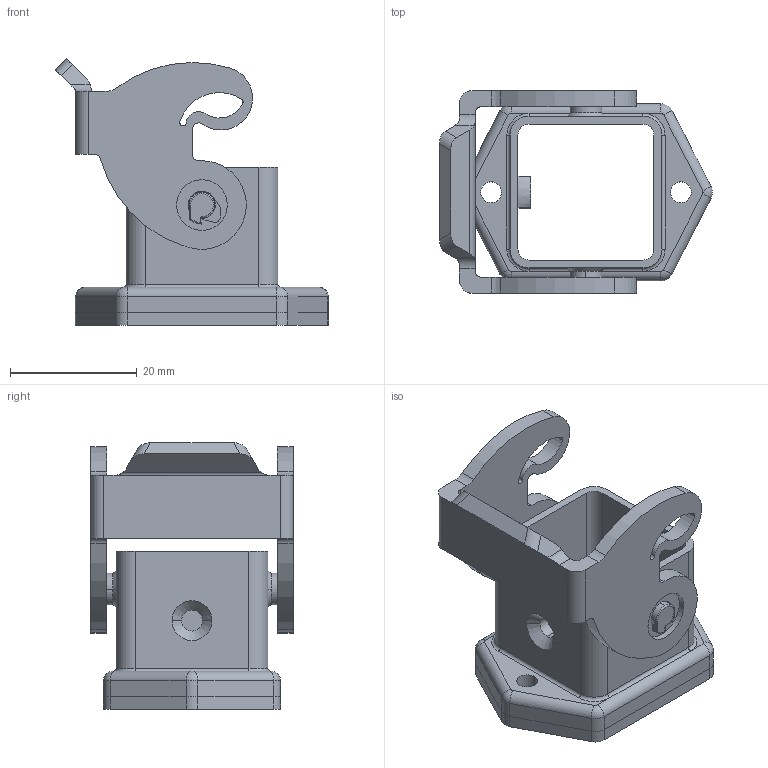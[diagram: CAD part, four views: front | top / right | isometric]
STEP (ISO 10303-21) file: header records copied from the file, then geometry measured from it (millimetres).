
FILE_DESCRIPTION(('Creo Elements/Direct Modeling STEP Export'),'2;1');
FILE_NAME('0ln7uvk52m7gglo11144','2020-05-12T15:02:05',(''),(''),'Creo Elements/Direct Modeling STEP processor for AP214 (Solid Model)','Creo Elements/Direct Modeling 20.1B 02-Apr-2019 (C) Parametric Technology GmbH','');
FILE_SCHEMA(('AUTOMOTIVE_DESIGN { 1 0 10303 214 1 1 1 1 }'));
Length unit declared in the file: millimetre
Products named in the file (1): CKH 03 I
Bounding box: 43.15 x 32 x 42.13 mm (x, y, z)
Volume: 8418.5 mm3; surface area: 9271.8 mm2
Topology: 1 solids, 1 shells, 265 faces, 703 edges, 448 vertices
Faces by surface type: cylinder 131, plane 105, torus 18, cone 7, bspline 4
Entity records: 10991 total; most frequent: CARTESIAN_POINT 2374, ORIENTED_EDGE 1398, DIRECTION 1340, EDGE_CURVE 699, AXIS2_PLACEMENT_3D 489, VERTEX_POINT 448, VECTOR 362, LINE 362
